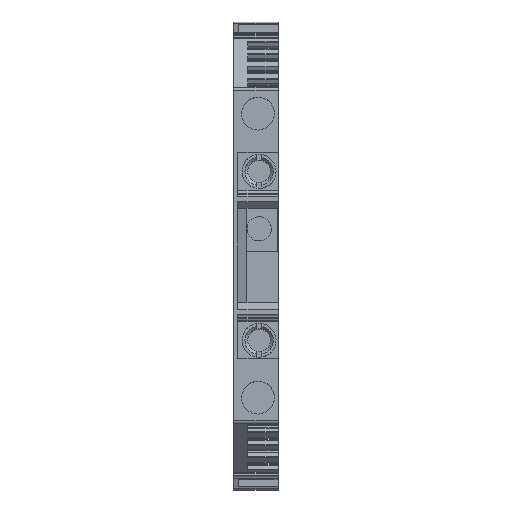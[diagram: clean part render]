
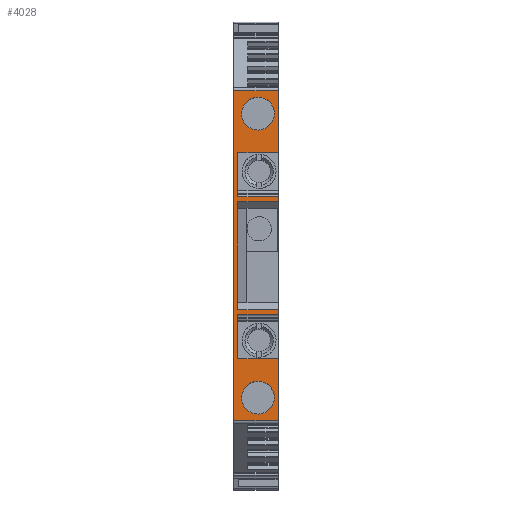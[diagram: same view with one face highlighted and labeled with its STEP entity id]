
A CAD part, top view. The second image highlights one B-rep face of the part: STEP entity #4028.
In plain terms, the highlighted planar face has unit normal (0, 0, 1).
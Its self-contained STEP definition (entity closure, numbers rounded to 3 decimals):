
#3869=AXIS2_PLACEMENT_3D('Plane Axis2P3D',#3866,#3867,#3868) ;
#3994=AXIS2_PLACEMENT_3D('Circle Axis2P3D',#3992,#3993,$) ;
#4003=AXIS2_PLACEMENT_3D('Circle Axis2P3D',#4001,#4002,$) ;
#4012=AXIS2_PLACEMENT_3D('Circle Axis2P3D',#4010,#4011,$) ;
#4021=AXIS2_PLACEMENT_3D('Circle Axis2P3D',#4019,#4020,$) ;
#3844=CARTESIAN_POINT('Vertex',(7.9,12.201,49.12)) ;
#3847=CARTESIAN_POINT('Line Origine',(3.95,12.201,49.12)) ;
#3851=CARTESIAN_POINT('Vertex',(0.,12.201,49.12)) ;
#3866=CARTESIAN_POINT('Axis2P3D Location',(7.9,70.501,49.12)) ;
#3871=CARTESIAN_POINT('Line Origine',(7.9,31.391,49.12)) ;
#3875=CARTESIAN_POINT('Vertex',(7.9,30.976,49.12)) ;
#3877=CARTESIAN_POINT('Vertex',(7.9,31.806,49.12)) ;
#3880=CARTESIAN_POINT('Line Origine',(4.325,31.806,49.12)) ;
#3884=CARTESIAN_POINT('Vertex',(0.75,31.806,49.12)) ;
#3887=CARTESIAN_POINT('Line Origine',(0.75,41.351,49.12)) ;
#3891=CARTESIAN_POINT('Vertex',(0.75,50.896,49.12)) ;
#3894=CARTESIAN_POINT('Line Origine',(4.325,50.896,49.12)) ;
#3898=CARTESIAN_POINT('Vertex',(7.9,50.896,49.12)) ;
#3901=CARTESIAN_POINT('Line Origine',(7.9,51.311,49.12)) ;
#3905=CARTESIAN_POINT('Vertex',(7.9,51.726,49.12)) ;
#3908=CARTESIAN_POINT('Line Origine',(4.325,51.726,49.12)) ;
#3912=CARTESIAN_POINT('Vertex',(0.75,51.726,49.12)) ;
#3915=CARTESIAN_POINT('Line Origine',(0.75,55.663,49.12)) ;
#3919=CARTESIAN_POINT('Vertex',(0.75,59.601,49.12)) ;
#3922=CARTESIAN_POINT('Line Origine',(4.325,59.601,49.12)) ;
#3926=CARTESIAN_POINT('Vertex',(7.9,59.601,49.12)) ;
#3929=CARTESIAN_POINT('Line Origine',(7.9,65.051,49.12)) ;
#3933=CARTESIAN_POINT('Vertex',(7.9,70.501,49.12)) ;
#3936=CARTESIAN_POINT('Line Origine',(3.95,70.501,49.12)) ;
#3940=CARTESIAN_POINT('Vertex',(0.,70.501,49.12)) ;
#3943=CARTESIAN_POINT('Line Origine',(0.,41.351,49.12)) ;
#3948=CARTESIAN_POINT('Line Origine',(7.9,17.651,49.12)) ;
#3952=CARTESIAN_POINT('Vertex',(7.9,23.101,49.12)) ;
#3955=CARTESIAN_POINT('Line Origine',(4.325,23.101,49.12)) ;
#3959=CARTESIAN_POINT('Vertex',(0.75,23.101,49.12)) ;
#3962=CARTESIAN_POINT('Line Origine',(0.75,27.038,49.12)) ;
#3966=CARTESIAN_POINT('Vertex',(0.75,30.976,49.12)) ;
#3969=CARTESIAN_POINT('Line Origine',(4.325,30.976,49.12)) ;
#3992=CARTESIAN_POINT('Axis2P3D Location',(4.3,16.251,49.12)) ;
#3996=CARTESIAN_POINT('Vertex',(1.755,17.641,49.12)) ;
#3998=CARTESIAN_POINT('Vertex',(6.845,14.86,49.12)) ;
#4001=CARTESIAN_POINT('Axis2P3D Location',(4.3,16.251,49.12)) ;
#4010=CARTESIAN_POINT('Axis2P3D Location',(4.3,66.451,49.12)) ;
#4014=CARTESIAN_POINT('Vertex',(1.755,67.841,49.12)) ;
#4016=CARTESIAN_POINT('Vertex',(6.845,65.06,49.12)) ;
#4019=CARTESIAN_POINT('Axis2P3D Location',(4.3,66.451,49.12)) ;
#3848=DIRECTION('Vector Direction',(-1.,0.,0.)) ;
#3867=DIRECTION('Axis2P3D Direction',(0.,0.,1.)) ;
#3868=DIRECTION('Axis2P3D XDirection',(0.,-1.,0.)) ;
#3872=DIRECTION('Vector Direction',(0.,-1.,0.)) ;
#3881=DIRECTION('Vector Direction',(1.,0.,0.)) ;
#3888=DIRECTION('Vector Direction',(0.,1.,0.)) ;
#3895=DIRECTION('Vector Direction',(1.,0.,0.)) ;
#3902=DIRECTION('Vector Direction',(0.,-1.,0.)) ;
#3909=DIRECTION('Vector Direction',(1.,0.,0.)) ;
#3916=DIRECTION('Vector Direction',(0.,1.,0.)) ;
#3923=DIRECTION('Vector Direction',(1.,0.,0.)) ;
#3930=DIRECTION('Vector Direction',(0.,-1.,0.)) ;
#3937=DIRECTION('Vector Direction',(1.,0.,0.)) ;
#3944=DIRECTION('Vector Direction',(0.,-1.,0.)) ;
#3949=DIRECTION('Vector Direction',(0.,-1.,0.)) ;
#3956=DIRECTION('Vector Direction',(1.,0.,0.)) ;
#3963=DIRECTION('Vector Direction',(0.,-1.,0.)) ;
#3970=DIRECTION('Vector Direction',(1.,0.,0.)) ;
#3993=DIRECTION('Axis2P3D Direction',(0.,0.,1.)) ;
#4002=DIRECTION('Axis2P3D Direction',(0.,0.,1.)) ;
#4011=DIRECTION('Axis2P3D Direction',(0.,0.,1.)) ;
#4020=DIRECTION('Axis2P3D Direction',(0.,0.,1.)) ;
#3849=VECTOR('Line Direction',#3848,1.) ;
#3873=VECTOR('Line Direction',#3872,1.) ;
#3882=VECTOR('Line Direction',#3881,1.) ;
#3889=VECTOR('Line Direction',#3888,1.) ;
#3896=VECTOR('Line Direction',#3895,1.) ;
#3903=VECTOR('Line Direction',#3902,1.) ;
#3910=VECTOR('Line Direction',#3909,1.) ;
#3917=VECTOR('Line Direction',#3916,1.) ;
#3924=VECTOR('Line Direction',#3923,1.) ;
#3931=VECTOR('Line Direction',#3930,1.) ;
#3938=VECTOR('Line Direction',#3937,1.) ;
#3945=VECTOR('Line Direction',#3944,1.) ;
#3950=VECTOR('Line Direction',#3949,1.) ;
#3957=VECTOR('Line Direction',#3956,1.) ;
#3964=VECTOR('Line Direction',#3963,1.) ;
#3971=VECTOR('Line Direction',#3970,1.) ;
#3975=ORIENTED_EDGE('',*,*,#3879,.T.) ;
#3976=ORIENTED_EDGE('',*,*,#3886,.F.) ;
#3977=ORIENTED_EDGE('',*,*,#3893,.T.) ;
#3978=ORIENTED_EDGE('',*,*,#3900,.T.) ;
#3979=ORIENTED_EDGE('',*,*,#3907,.T.) ;
#3980=ORIENTED_EDGE('',*,*,#3914,.F.) ;
#3981=ORIENTED_EDGE('',*,*,#3921,.T.) ;
#3982=ORIENTED_EDGE('',*,*,#3928,.T.) ;
#3983=ORIENTED_EDGE('',*,*,#3935,.T.) ;
#3984=ORIENTED_EDGE('',*,*,#3942,.F.) ;
#3985=ORIENTED_EDGE('',*,*,#3947,.F.) ;
#3986=ORIENTED_EDGE('',*,*,#3853,.T.) ;
#3987=ORIENTED_EDGE('',*,*,#3954,.T.) ;
#3988=ORIENTED_EDGE('',*,*,#3961,.F.) ;
#3989=ORIENTED_EDGE('',*,*,#3968,.T.) ;
#3990=ORIENTED_EDGE('',*,*,#3973,.T.) ;
#4007=ORIENTED_EDGE('',*,*,#4000,.F.) ;
#4008=ORIENTED_EDGE('',*,*,#4005,.F.) ;
#4025=ORIENTED_EDGE('',*,*,#4018,.F.) ;
#4026=ORIENTED_EDGE('',*,*,#4023,.F.) ;
#4009=FACE_BOUND('',#4006,.T.) ;
#4027=FACE_BOUND('',#4024,.T.) ;
#4028=ADVANCED_FACE('KLTR',(#3991,#4009,#4027),#3870,.T.) ;
#3995=CIRCLE('generated circle',#3994,2.9) ;
#4004=CIRCLE('generated circle',#4003,2.9) ;
#4013=CIRCLE('generated circle',#4012,2.9) ;
#4022=CIRCLE('generated circle',#4021,2.9) ;
#3853=EDGE_CURVE('',#3852,#3845,#3850,.F.) ;
#3879=EDGE_CURVE('',#3876,#3878,#3874,.F.) ;
#3886=EDGE_CURVE('',#3885,#3878,#3883,.T.) ;
#3893=EDGE_CURVE('',#3885,#3892,#3890,.T.) ;
#3900=EDGE_CURVE('',#3892,#3899,#3897,.T.) ;
#3907=EDGE_CURVE('',#3899,#3906,#3904,.F.) ;
#3914=EDGE_CURVE('',#3913,#3906,#3911,.T.) ;
#3921=EDGE_CURVE('',#3913,#3920,#3918,.T.) ;
#3928=EDGE_CURVE('',#3920,#3927,#3925,.T.) ;
#3935=EDGE_CURVE('',#3927,#3934,#3932,.F.) ;
#3942=EDGE_CURVE('',#3941,#3934,#3939,.T.) ;
#3947=EDGE_CURVE('',#3852,#3941,#3946,.F.) ;
#3954=EDGE_CURVE('',#3845,#3953,#3951,.F.) ;
#3961=EDGE_CURVE('',#3960,#3953,#3958,.T.) ;
#3968=EDGE_CURVE('',#3960,#3967,#3965,.F.) ;
#3973=EDGE_CURVE('',#3967,#3876,#3972,.T.) ;
#4000=EDGE_CURVE('',#3997,#3999,#3995,.T.) ;
#4005=EDGE_CURVE('',#3999,#3997,#4004,.T.) ;
#4018=EDGE_CURVE('',#4015,#4017,#4013,.T.) ;
#4023=EDGE_CURVE('',#4017,#4015,#4022,.T.) ;
#3974=EDGE_LOOP('',(#3975,#3976,#3977,#3978,#3979,#3980,#3981,#3982,#3983,#3984,#3985,#3986,#3987,#3988,#3989,#3990)) ;
#4006=EDGE_LOOP('',(#4007,#4008)) ;
#4024=EDGE_LOOP('',(#4025,#4026)) ;
#3991=FACE_OUTER_BOUND('',#3974,.T.) ;
#3850=LINE('Line',#3847,#3849) ;
#3874=LINE('Line',#3871,#3873) ;
#3883=LINE('Line',#3880,#3882) ;
#3890=LINE('Line',#3887,#3889) ;
#3897=LINE('Line',#3894,#3896) ;
#3904=LINE('Line',#3901,#3903) ;
#3911=LINE('Line',#3908,#3910) ;
#3918=LINE('Line',#3915,#3917) ;
#3925=LINE('Line',#3922,#3924) ;
#3932=LINE('Line',#3929,#3931) ;
#3939=LINE('Line',#3936,#3938) ;
#3946=LINE('Line',#3943,#3945) ;
#3951=LINE('Line',#3948,#3950) ;
#3958=LINE('Line',#3955,#3957) ;
#3965=LINE('Line',#3962,#3964) ;
#3972=LINE('Line',#3969,#3971) ;
#3870=PLANE('',#3869) ;
#3845=VERTEX_POINT('',#3844) ;
#3852=VERTEX_POINT('',#3851) ;
#3876=VERTEX_POINT('',#3875) ;
#3878=VERTEX_POINT('',#3877) ;
#3885=VERTEX_POINT('',#3884) ;
#3892=VERTEX_POINT('',#3891) ;
#3899=VERTEX_POINT('',#3898) ;
#3906=VERTEX_POINT('',#3905) ;
#3913=VERTEX_POINT('',#3912) ;
#3920=VERTEX_POINT('',#3919) ;
#3927=VERTEX_POINT('',#3926) ;
#3934=VERTEX_POINT('',#3933) ;
#3941=VERTEX_POINT('',#3940) ;
#3953=VERTEX_POINT('',#3952) ;
#3960=VERTEX_POINT('',#3959) ;
#3967=VERTEX_POINT('',#3966) ;
#3997=VERTEX_POINT('',#3996) ;
#3999=VERTEX_POINT('',#3998) ;
#4015=VERTEX_POINT('',#4014) ;
#4017=VERTEX_POINT('',#4016) ;
